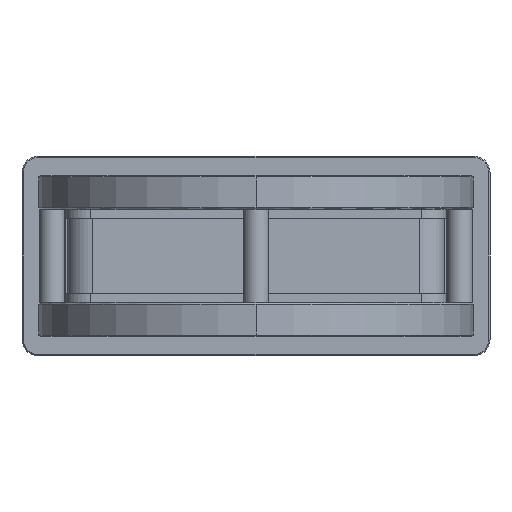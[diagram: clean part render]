
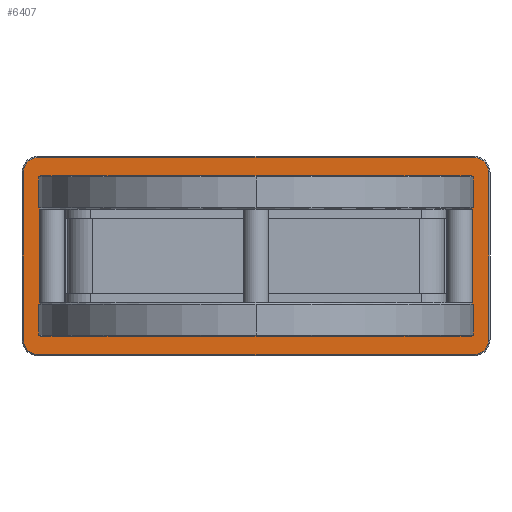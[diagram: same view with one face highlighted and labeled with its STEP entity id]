
A CAD part, front view. The second image highlights one B-rep face of the part: STEP entity #6407.
In plain terms, the highlighted planar face has unit normal (0, -1, 0).
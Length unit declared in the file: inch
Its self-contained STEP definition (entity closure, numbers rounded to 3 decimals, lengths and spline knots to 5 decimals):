
#10=DIRECTION('',(1.,0.,0.));
#11=VECTOR('',#10,5.71);
#12=CARTESIAN_POINT('',(-2.855,7.769,-0.7025));
#13=LINE('',#12,#11);
#48=DIRECTION('',(0.,0.,1.));
#49=VECTOR('',#48,0.135);
#50=CARTESIAN_POINT('',(-2.855,7.769,0.5675));
#51=LINE('',#50,#49);
#60=DIRECTION('',(0.,0.,1.));
#61=VECTOR('',#60,0.135);
#62=CARTESIAN_POINT('',(-2.855,7.769,-0.7025));
#63=LINE('',#62,#61);
#90=DIRECTION('',(1.,0.,0.));
#91=VECTOR('',#90,5.71);
#92=CARTESIAN_POINT('',(-2.855,7.769,0.7025));
#93=LINE('',#92,#91);
#134=DIRECTION('',(0.,0.,1.));
#135=VECTOR('',#134,0.135);
#136=CARTESIAN_POINT('',(2.855,7.769,0.5675));
#137=LINE('',#136,#135);
#154=DIRECTION('',(0.,0.,1.));
#155=VECTOR('',#154,0.135);
#156=CARTESIAN_POINT('',(2.855,7.769,-0.7025));
#157=LINE('',#156,#155);
#1025=DIRECTION('',(0.,0.,1.));
#1026=VECTOR('',#1025,1.135);
#1027=CARTESIAN_POINT('',(2.855,7.769,-0.5675));
#1028=LINE('',#1027,#1026);
#1029=DIRECTION('',(0.,0.,1.));
#1030=VECTOR('',#1029,1.135);
#1031=CARTESIAN_POINT('',(-2.855,7.769,-0.5675));
#1032=LINE('',#1031,#1030);
#1033=CARTESIAN_POINT('',(3.25,7.769,-1.245));
#1034=DIRECTION('',(0.,1.,0.));
#1035=DIRECTION('',(1.,0.,0.));
#1036=AXIS2_PLACEMENT_3D('',#1033,#1034,#1035);
#1038=DIRECTION('',(-1.,0.,0.));
#1039=VECTOR('',#1038,6.5);
#1040=CARTESIAN_POINT('',(3.25,7.769,-1.475));
#1041=LINE('',#1040,#1039);
#1042=CARTESIAN_POINT('',(-3.25,7.769,-1.245));
#1043=DIRECTION('',(0.,1.,0.));
#1044=DIRECTION('',(0.,0.,-1.));
#1045=AXIS2_PLACEMENT_3D('',#1042,#1043,#1044);
#1047=DIRECTION('',(0.,0.,1.));
#1048=VECTOR('',#1047,2.49);
#1049=CARTESIAN_POINT('',(-3.48,7.769,
-1.245));
#1050=LINE('',#1049,#1048);
#1051=CARTESIAN_POINT('',(-3.25,7.769,1.245));
#1052=DIRECTION('',(0.,1.,0.));
#1053=DIRECTION('',(-1.,0.,0.));
#1054=AXIS2_PLACEMENT_3D('',#1051,#1052,#1053);
#1056=DIRECTION('',(1.,0.,0.));
#1057=VECTOR('',#1056,6.5);
#1058=CARTESIAN_POINT('',(-3.25,7.769,1.475));
#1059=LINE('',#1058,#1057);
#1060=CARTESIAN_POINT('',(3.25,7.769,1.245));
#1061=DIRECTION('',(0.,1.,0.));
#1062=DIRECTION('',(0.,0.,1.));
#1063=AXIS2_PLACEMENT_3D('',#1060,#1061,#1062);
#1065=DIRECTION('',(0.,0.,-1.));
#1066=VECTOR('',#1065,2.49);
#1067=CARTESIAN_POINT('',(3.48,7.769,1.245));
#1068=LINE('',#1067,#1066);
#4000=CARTESIAN_POINT('',(-2.855,7.769,-0.7025));
#4001=CARTESIAN_POINT('',(2.855,7.769,-0.7025));
#4002=VERTEX_POINT('',#4000);
#4003=VERTEX_POINT('',#4001);
#4004=CARTESIAN_POINT('',(-2.855,7.769,0.7025));
#4005=CARTESIAN_POINT('',(2.855,7.769,0.7025));
#4006=VERTEX_POINT('',#4004);
#4007=VERTEX_POINT('',#4005);
#4028=CARTESIAN_POINT('',(3.48,7.769,-1.245));
#4029=CARTESIAN_POINT('',(3.25,7.769,-1.475));
#4030=VERTEX_POINT('',#4028);
#4031=VERTEX_POINT('',#4029);
#4034=CARTESIAN_POINT('',(-3.25,7.769,
-1.475));
#4035=VERTEX_POINT('',#4034);
#4038=CARTESIAN_POINT('',(-3.48,7.769,-1.245));
#4039=VERTEX_POINT('',#4038);
#4042=CARTESIAN_POINT('',(-3.48,7.769,1.245));
#4043=VERTEX_POINT('',#4042);
#4046=CARTESIAN_POINT('',(-3.25,7.769,1.475));
#4047=VERTEX_POINT('',#4046);
#4050=CARTESIAN_POINT('',(3.25,7.769,1.475));
#4051=VERTEX_POINT('',#4050);
#4054=CARTESIAN_POINT('',(3.48,7.769,1.245));
#4055=VERTEX_POINT('',#4054);
#4104=CARTESIAN_POINT('',(-2.855,7.769,-0.5675));
#4105=CARTESIAN_POINT('',(-2.855,7.769,0.5675));
#4106=VERTEX_POINT('',#4104);
#4107=VERTEX_POINT('',#4105);
#4108=CARTESIAN_POINT('',(2.855,7.769,-0.5675));
#4109=CARTESIAN_POINT('',(2.855,7.769,0.5675));
#4110=VERTEX_POINT('',#4108);
#4111=VERTEX_POINT('',#4109);
#6373=CARTESIAN_POINT('',(-3.5,7.769,-1.495));
#6374=DIRECTION('',(0.,-1.,0.));
#6375=DIRECTION('',(1.,0.,0.));
#6376=AXIS2_PLACEMENT_3D('',#6373,#6374,#6375);
#6377=PLANE('',#6376);
#6379=ORIENTED_EDGE('',*,*,#6378,.T.);
#6381=ORIENTED_EDGE('',*,*,#6380,.T.);
#6383=ORIENTED_EDGE('',*,*,#6382,.T.);
#6385=ORIENTED_EDGE('',*,*,#6384,.T.);
#6387=ORIENTED_EDGE('',*,*,#6386,.T.);
#6389=ORIENTED_EDGE('',*,*,#6388,.T.);
#6391=ORIENTED_EDGE('',*,*,#6390,.T.);
#6393=ORIENTED_EDGE('',*,*,#6392,.T.);
#6394=EDGE_LOOP('',(#6379,#6381,#6383,#6385,#6387,#6389,#6391,#6393));
#6395=FACE_OUTER_BOUND('',#6394,.F.);
#6396=ORIENTED_EDGE('',*,*,#5165,.F.);
#6397=ORIENTED_EDGE('',*,*,#5099,.T.);
#6398=ORIENTED_EDGE('',*,*,#5250,.T.);
#6399=ORIENTED_EDGE('',*,*,#6363,.T.);
#6400=ORIENTED_EDGE('',*,*,#5231,.T.);
#6401=ORIENTED_EDGE('',*,*,#5186,.F.);
#6402=ORIENTED_EDGE('',*,*,#5147,.F.);
#6404=ORIENTED_EDGE('',*,*,#6403,.F.);
#6405=EDGE_LOOP('',(#6396,#6397,#6398,#6399,#6400,#6401,#6402,#6404));
#6406=FACE_BOUND('',#6405,.F.);
#1037=CIRCLE('',#1036,0.23);
#1046=CIRCLE('',#1045,0.23);
#1055=CIRCLE('',#1054,0.23);
#1064=CIRCLE('',#1063,0.23);
#5099=EDGE_CURVE('',#4002,#4003,#13,.T.);
#5147=EDGE_CURVE('',#4107,#4006,#51,.T.);
#5165=EDGE_CURVE('',#4002,#4106,#63,.T.);
#5186=EDGE_CURVE('',#4006,#4007,#93,.T.);
#5231=EDGE_CURVE('',#4111,#4007,#137,.T.);
#5250=EDGE_CURVE('',#4003,#4110,#157,.T.);
#6363=EDGE_CURVE('',#4110,#4111,#1028,.T.);
#6378=EDGE_CURVE('',#4030,#4031,#1037,.T.);
#6380=EDGE_CURVE('',#4031,#4035,#1041,.T.);
#6382=EDGE_CURVE('',#4035,#4039,#1046,.T.);
#6384=EDGE_CURVE('',#4039,#4043,#1050,.T.);
#6386=EDGE_CURVE('',#4043,#4047,#1055,.T.);
#6388=EDGE_CURVE('',#4047,#4051,#1059,.T.);
#6390=EDGE_CURVE('',#4051,#4055,#1064,.T.);
#6392=EDGE_CURVE('',#4055,#4030,#1068,.T.);
#6403=EDGE_CURVE('',#4106,#4107,#1032,.T.);
#6407=ADVANCED_FACE('',(#6395,#6406),#6377,.T.);
